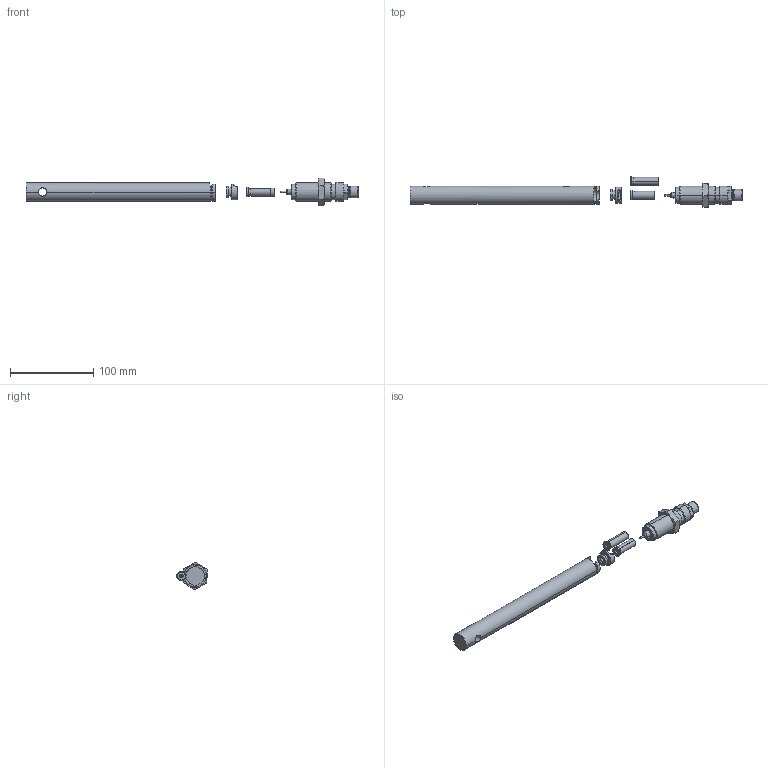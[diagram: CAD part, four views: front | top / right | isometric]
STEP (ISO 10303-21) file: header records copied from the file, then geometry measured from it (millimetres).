
FILE_DESCRIPTION (( 'STEP AP214' ), '1' );
FILE_NAME ('OS-2325 - POS-119-CONJ.STEP', '2019-08-16T13:29:36', ( '' ), ( '' ), 'SwSTEP 2.0', 'SolidWorks 2019', '' );
FILE_SCHEMA (( 'AUTOMOTIVE_DESIGN' ));
Length unit declared in the file: millimetre
Products named in the file (20): OS-2325 - POS-127; OS-2325 - POS-124; OS-2325 - POS-123; OS-2325 - POS-122; OS-2325 - POS-121; OS-2325 - POS-120-CONJ; OS-2325 - POS-128 ; OS-2325 - POS-125; OS-2325 - POS-170 ; OS-2325 - POS-119-CONJ; OS-2325 - POS-126 
Assembly tree (10 placements, depth 3):
  OS-2325 - POS-127
  OS-2325 - POS-124
  OS-2325 - POS-123
  OS-2325 - POS-128 
  OS-2325 - POS-121
Bounding box: 399.52 x 36.81 x 33 mm (x, y, z)
Volume: 112365.6 mm3; surface area: 38057 mm2
Topology: 9 solids, 9 shells, 218 faces, 490 edges, 298 vertices
Faces by surface type: cylinder 76, plane 63, cone 49, torus 30
Entity records: 7493 total; most frequent: CARTESIAN_POINT 1629, DIRECTION 1125, ORIENTED_EDGE 980, EDGE_CURVE 490, AXIS2_PLACEMENT_3D 480, VERTEX_POINT 298, CIRCLE 247, EDGE_LOOP 246
